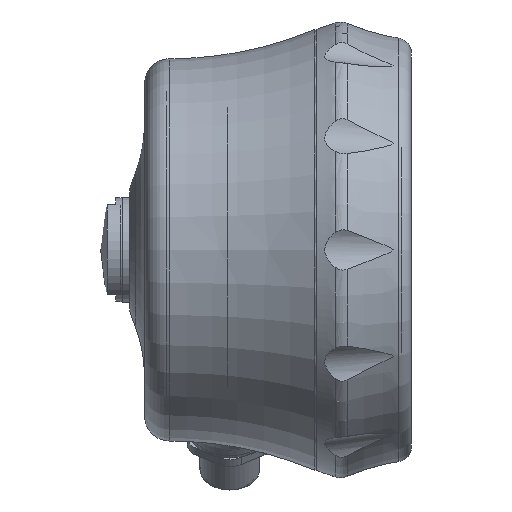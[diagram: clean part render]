
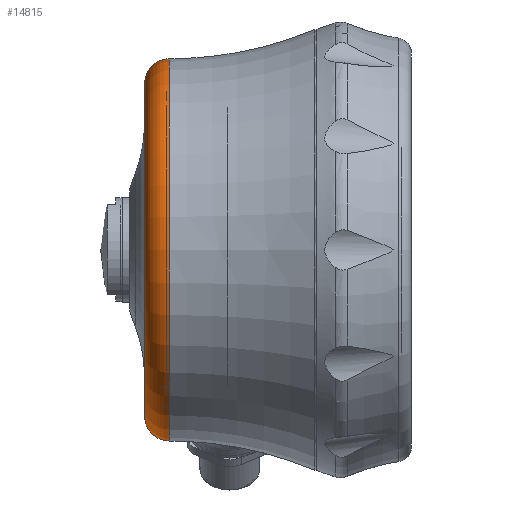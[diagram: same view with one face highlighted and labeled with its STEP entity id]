
A CAD part, front view. The second image highlights one B-rep face of the part: STEP entity #14815.
In plain terms, the highlighted toroidal (fillet/blend) face has major radius 33.267 mm and minor radius 4.9 mm.
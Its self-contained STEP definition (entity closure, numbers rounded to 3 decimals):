
#163=TOROIDAL_SURFACE('',#15784,33.266,4.9);
#3656=ORIENTED_EDGE('',*,*,#5599,.T.);
#3657=ORIENTED_EDGE('',*,*,#5603,.F.);
#5599=EDGE_CURVE('',#6773,#6773,#7404,.T.);
#5603=EDGE_CURVE('',#6776,#6776,#7408,.T.);
#6773=VERTEX_POINT('',#22873);
#6776=VERTEX_POINT('',#22884);
#7404=CIRCLE('',#15777,33.266);
#7408=CIRCLE('',#15785,38.166);
#8237=EDGE_LOOP('',(#3656));
#8238=EDGE_LOOP('',(#3657));
#9158=FACE_BOUND('',#8237,.T.);
#9159=FACE_BOUND('',#8238,.T.);
#14815=ADVANCED_FACE('',(#9158,#9159),#163,.T.);
#15777=AXIS2_PLACEMENT_3D('',#22872,#18122,#18123);
#15784=AXIS2_PLACEMENT_3D('',#22882,#18136,#18137);
#15785=AXIS2_PLACEMENT_3D('',#22883,#18138,#18139);
#18122=DIRECTION('',(1.,0.,0.));
#18123=DIRECTION('',(0.,1.,0.));
#18136=DIRECTION('',(1.,0.,0.));
#18137=DIRECTION('',(0.,-1.,0.006));
#18138=DIRECTION('',(1.,0.,0.));
#18139=DIRECTION('',(0.,-1.,0.));
#22872=CARTESIAN_POINT('',(-19.,-87.4,0.));
#22873=CARTESIAN_POINT('',(-19.,-54.134,0.));
#22882=CARTESIAN_POINT('',(-14.1,-87.4,0.));
#22883=CARTESIAN_POINT('',(-14.1,-87.4,0.));
#22884=CARTESIAN_POINT('',(-14.1,-125.566,0.));
